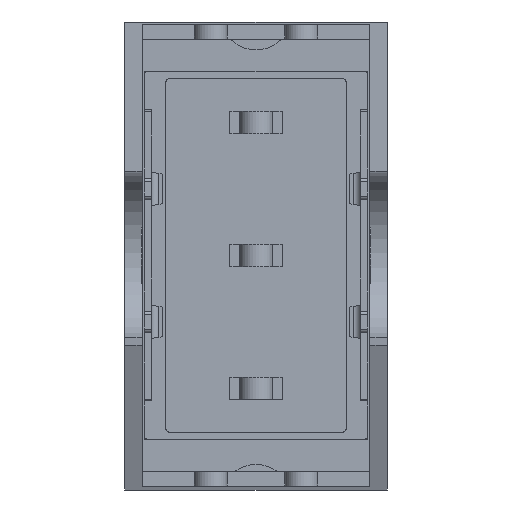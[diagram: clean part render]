
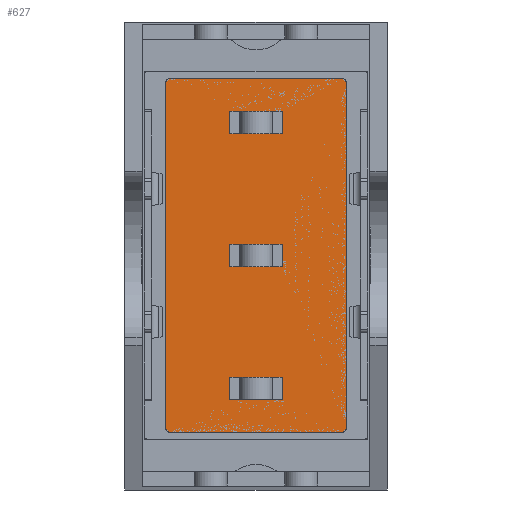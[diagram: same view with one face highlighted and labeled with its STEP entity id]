
A CAD part, front view. The second image highlights one B-rep face of the part: STEP entity #627.
In plain terms, the highlighted planar face has unit normal (0, -1, 0).
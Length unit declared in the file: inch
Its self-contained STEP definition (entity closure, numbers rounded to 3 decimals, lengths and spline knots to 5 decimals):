
#627 = ADVANCED_FACE( '', ( #1271, #1272, #1273, #1274 ), #1275, .F. );
#1271 = FACE_BOUND( '', #1980, .T. );
#1272 = FACE_OUTER_BOUND( '', #1981, .T. );
#1273 = FACE_BOUND( '', #1982, .T. );
#1274 = FACE_BOUND( '', #1983, .T. );
#1275 = PLANE( '', #1984 );
#1980 = EDGE_LOOP( '', ( #3480, #3481, #3482, #3483 ) );
#1981 = EDGE_LOOP( '', ( #3484, #3485, #3486, #3487, #3488, #3489, #3490, #3491 ) );
#1982 = EDGE_LOOP( '', ( #3492, #3493, #3494, #3495 ) );
#1983 = EDGE_LOOP( '', ( #3496, #3497, #3498, #3499 ) );
#1984 = AXIS2_PLACEMENT_3D( '', #3500, #3501, #3502 );
#3480 = ORIENTED_EDGE( '', *, *, #4986, .T. );
#3481 = ORIENTED_EDGE( '', *, *, #4987, .T. );
#3482 = ORIENTED_EDGE( '', *, *, #4912, .T. );
#3483 = ORIENTED_EDGE( '', *, *, #4988, .T. );
#3484 = ORIENTED_EDGE( '', *, *, #4989, .F. );
#3485 = ORIENTED_EDGE( '', *, *, #4473, .F. );
#3486 = ORIENTED_EDGE( '', *, *, #4712, .F. );
#3487 = ORIENTED_EDGE( '', *, *, #4543, .F. );
#3488 = ORIENTED_EDGE( '', *, *, #4641, .F. );
#3489 = ORIENTED_EDGE( '', *, *, #4637, .F. );
#3490 = ORIENTED_EDGE( '', *, *, #4990, .F. );
#3491 = ORIENTED_EDGE( '', *, *, #4869, .F. );
#3492 = ORIENTED_EDGE( '', *, *, #4991, .T. );
#3493 = ORIENTED_EDGE( '', *, *, #4992, .T. );
#3494 = ORIENTED_EDGE( '', *, *, #4490, .T. );
#3495 = ORIENTED_EDGE( '', *, *, #4431, .T. );
#3496 = ORIENTED_EDGE( '', *, *, #4993, .T. );
#3497 = ORIENTED_EDGE( '', *, *, #4873, .T. );
#3498 = ORIENTED_EDGE( '', *, *, #4994, .T. );
#3499 = ORIENTED_EDGE( '', *, *, #4486, .T. );
#3500 = CARTESIAN_POINT( '', ( -0.12038, -0.368, 0.24088 ) );
#3501 = DIRECTION( '', ( 0., 1., 0. ) );
#3502 = DIRECTION( '', ( 0., 0., 1. ) );
#4431 = EDGE_CURVE( '', #5298, #5299, #5300, .T. );
#4473 = EDGE_CURVE( '', #5373, #5375, #5376, .T. );
#4486 = EDGE_CURVE( '', #5398, #5399, #5400, .T. );
#4490 = EDGE_CURVE( '', #5404, #5298, #5405, .T. );
#4543 = EDGE_CURVE( '', #5495, #5497, #5498, .T. );
#4637 = EDGE_CURVE( '', #5655, #5657, #5658, .T. );
#4641 = EDGE_CURVE( '', #5657, #5495, #5663, .T. );
#4712 = EDGE_CURVE( '', #5497, #5373, #5778, .T. );
#4869 = EDGE_CURVE( '', #6007, #6009, #6010, .T. );
#4873 = EDGE_CURVE( '', #6015, #6016, #6017, .T. );
#4912 = EDGE_CURVE( '', #6072, #6073, #6074, .T. );
#4986 = EDGE_CURVE( '', #6169, #6170, #6171, .T. );
#4987 = EDGE_CURVE( '', #6170, #6072, #6172, .T. );
#4988 = EDGE_CURVE( '', #6073, #6169, #6173, .T. );
#4989 = EDGE_CURVE( '', #5375, #6007, #6174, .T. );
#4990 = EDGE_CURVE( '', #6009, #5655, #6175, .T. );
#4991 = EDGE_CURVE( '', #5299, #6176, #6177, .T. );
#4992 = EDGE_CURVE( '', #6176, #5404, #6178, .T. );
#4993 = EDGE_CURVE( '', #5399, #6015, #6179, .T. );
#4994 = EDGE_CURVE( '', #6016, #5398, #6180, .T. );
#5298 = VERTEX_POINT( '', #6557 );
#5299 = VERTEX_POINT( '', #6558 );
#5300 = LINE( '', #6559, #6560 );
#5373 = VERTEX_POINT( '', #6659 );
#5375 = VERTEX_POINT( '', #6662 );
#5376 = CIRCLE( '', #6663, 0.00512 );
#5398 = VERTEX_POINT( '', #6693 );
#5399 = VERTEX_POINT( '', #6694 );
#5400 = LINE( '', #6695, #6696 );
#5404 = VERTEX_POINT( '', #6702 );
#5405 = LINE( '', #6703, #6704 );
#5495 = VERTEX_POINT( '', #6832 );
#5497 = VERTEX_POINT( '', #6835 );
#5498 = CIRCLE( '', #6836, 0.00512 );
#5655 = VERTEX_POINT( '', #7056 );
#5657 = VERTEX_POINT( '', #7059 );
#5658 = CIRCLE( '', #7060, 0.00512 );
#5663 = LINE( '', #7066, #7067 );
#5778 = LINE( '', #7231, #7232 );
#6007 = VERTEX_POINT( '', #7556 );
#6009 = VERTEX_POINT( '', #7559 );
#6010 = CIRCLE( '', #7560, 0.00512 );
#6015 = VERTEX_POINT( '', #7566 );
#6016 = VERTEX_POINT( '', #7567 );
#6017 = LINE( '', #7568, #7569 );
#6072 = VERTEX_POINT( '', #7649 );
#6073 = VERTEX_POINT( '', #7650 );
#6074 = LINE( '', #7651, #7652 );
#6169 = VERTEX_POINT( '', #7786 );
#6170 = VERTEX_POINT( '', #7787 );
#6171 = LINE( '', #7788, #7789 );
#6172 = LINE( '', #7790, #7791 );
#6173 = LINE( '', #7792, #7793 );
#6174 = LINE( '', #7794, #7795 );
#6175 = LINE( '', #7796, #7797 );
#6176 = VERTEX_POINT( '', #7798 );
#6177 = LINE( '', #7799, #7800 );
#6178 = LINE( '', #7801, #7802 );
#6179 = LINE( '', #7803, #7804 );
#6180 = LINE( '', #7805, #7806 );
#6557 = CARTESIAN_POINT( '', ( 0.0365, -0.368, -0.2005 ) );
#6558 = CARTESIAN_POINT( '', ( -0.0365, -0.368, -0.2005 ) );
#6559 = CARTESIAN_POINT( '', ( 0.0365, -0.368, -0.2005 ) );
#6560 = VECTOR( '', #8188, 39.37008 );
#6659 = CARTESIAN_POINT( '', ( -0.12038, -0.368, -0.246 ) );
#6662 = CARTESIAN_POINT( '', ( -0.1255, -0.368, -0.24088 ) );
#6663 = AXIS2_PLACEMENT_3D( '', #8234, #8235, #8236 );
#6693 = CARTESIAN_POINT( '', ( 0.0365, -0.368, -0.0155 ) );
#6694 = CARTESIAN_POINT( '', ( -0.0365, -0.368, -0.0155 ) );
#6695 = CARTESIAN_POINT( '', ( 0.0365, -0.368, -0.0155 ) );
#6696 = VECTOR( '', #8251, 39.37008 );
#6702 = CARTESIAN_POINT( '', ( 0.0365, -0.368, -0.1695 ) );
#6703 = CARTESIAN_POINT( '', ( 0.0365, -0.368, -0.1695 ) );
#6704 = VECTOR( '', #8254, 39.37008 );
#6832 = CARTESIAN_POINT( '', ( 0.1255, -0.368, -0.24088 ) );
#6835 = CARTESIAN_POINT( '', ( 0.12038, -0.368, -0.246 ) );
#6836 = AXIS2_PLACEMENT_3D( '', #8315, #8316, #8317 );
#7056 = CARTESIAN_POINT( '', ( 0.12038, -0.368, 0.246 ) );
#7059 = CARTESIAN_POINT( '', ( 0.1255, -0.368, 0.24088 ) );
#7060 = AXIS2_PLACEMENT_3D( '', #8424, #8425, #8426 );
#7066 = CARTESIAN_POINT( '', ( 0.1255, -0.368, 0.24088 ) );
#7067 = VECTOR( '', #8431, 39.37008 );
#7231 = CARTESIAN_POINT( '', ( 0.12038, -0.368, -0.246 ) );
#7232 = VECTOR( '', #8502, 39.37008 );
#7556 = CARTESIAN_POINT( '', ( -0.1255, -0.368, 0.24088 ) );
#7559 = CARTESIAN_POINT( '', ( -0.12038, -0.368, 0.246 ) );
#7560 = AXIS2_PLACEMENT_3D( '', #8665, #8666, #8667 );
#7566 = CARTESIAN_POINT( '', ( -0.0365, -0.368, 0.0155 ) );
#7567 = CARTESIAN_POINT( '', ( 0.0365, -0.368, 0.0155 ) );
#7568 = CARTESIAN_POINT( '', ( -0.0365, -0.368, 0.0155 ) );
#7569 = VECTOR( '', #8672, 39.37008 );
#7649 = CARTESIAN_POINT( '', ( 0.0365, -0.368, 0.2005 ) );
#7650 = CARTESIAN_POINT( '', ( 0.0365, -0.368, 0.1695 ) );
#7651 = CARTESIAN_POINT( '', ( 0.0365, -0.368, 0.2005 ) );
#7652 = VECTOR( '', #8707, 39.37008 );
#7786 = CARTESIAN_POINT( '', ( -0.0365, -0.368, 0.1695 ) );
#7787 = CARTESIAN_POINT( '', ( -0.0365, -0.368, 0.2005 ) );
#7788 = CARTESIAN_POINT( '', ( -0.0365, -0.368, 0.1695 ) );
#7789 = VECTOR( '', #8783, 39.37008 );
#7790 = CARTESIAN_POINT( '', ( -0.0365, -0.368, 0.2005 ) );
#7791 = VECTOR( '', #8784, 39.37008 );
#7792 = CARTESIAN_POINT( '', ( 0.0365, -0.368, 0.1695 ) );
#7793 = VECTOR( '', #8785, 39.37008 );
#7794 = CARTESIAN_POINT( '', ( -0.1255, -0.368, -0.24088 ) );
#7795 = VECTOR( '', #8786, 39.37008 );
#7796 = CARTESIAN_POINT( '', ( -0.12038, -0.368, 0.246 ) );
#7797 = VECTOR( '', #8787, 39.37008 );
#7798 = CARTESIAN_POINT( '', ( -0.0365, -0.368, -0.1695 ) );
#7799 = CARTESIAN_POINT( '', ( -0.0365, -0.368, -0.2005 ) );
#7800 = VECTOR( '', #8788, 39.37008 );
#7801 = CARTESIAN_POINT( '', ( -0.0365, -0.368, -0.1695 ) );
#7802 = VECTOR( '', #8789, 39.37008 );
#7803 = CARTESIAN_POINT( '', ( -0.0365, -0.368, -0.0155 ) );
#7804 = VECTOR( '', #8790, 39.37008 );
#7805 = CARTESIAN_POINT( '', ( 0.0365, -0.368, 0.0155 ) );
#7806 = VECTOR( '', #8791, 39.37008 );
#8188 = DIRECTION( '', ( -1., 0., 0. ) );
#8234 = CARTESIAN_POINT( '', ( -0.12038, -0.368, -0.24088 ) );
#8235 = DIRECTION( '', ( 0., 1., 0. ) );
#8236 = DIRECTION( '', ( 1., 0., 0. ) );
#8251 = DIRECTION( '', ( -1., 0., 0. ) );
#8254 = DIRECTION( '', ( 0., 0., -1. ) );
#8315 = CARTESIAN_POINT( '', ( 0.12038, -0.368, -0.24088 ) );
#8316 = DIRECTION( '', ( 0., 1., 0. ) );
#8317 = DIRECTION( '', ( 1., 0., 0. ) );
#8424 = CARTESIAN_POINT( '', ( 0.12038, -0.368, 0.24088 ) );
#8425 = DIRECTION( '', ( 0., 1., 0. ) );
#8426 = DIRECTION( '', ( 1., 0., 0. ) );
#8431 = DIRECTION( '', ( 0., 0., -1. ) );
#8502 = DIRECTION( '', ( -1., 0., 0. ) );
#8665 = CARTESIAN_POINT( '', ( -0.12038, -0.368, 0.24088 ) );
#8666 = DIRECTION( '', ( 0., 1., 0. ) );
#8667 = DIRECTION( '', ( 1., 0., 0. ) );
#8672 = DIRECTION( '', ( 1., 0., 0. ) );
#8707 = DIRECTION( '', ( 0., 0., -1. ) );
#8783 = DIRECTION( '', ( 0., 0., 1. ) );
#8784 = DIRECTION( '', ( 1., 0., 0. ) );
#8785 = DIRECTION( '', ( -1., 0., 0. ) );
#8786 = DIRECTION( '', ( 0., 0., 1. ) );
#8787 = DIRECTION( '', ( 1., 0., 0. ) );
#8788 = DIRECTION( '', ( 0., 0., 1. ) );
#8789 = DIRECTION( '', ( 1., 0., 0. ) );
#8790 = DIRECTION( '', ( 0., 0., 1. ) );
#8791 = DIRECTION( '', ( 0., 0., -1. ) );
